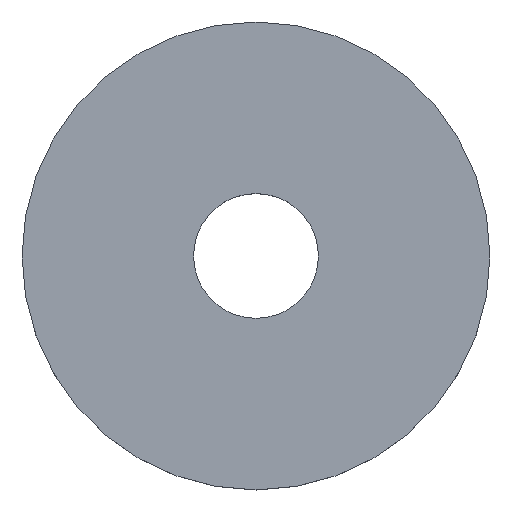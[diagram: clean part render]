
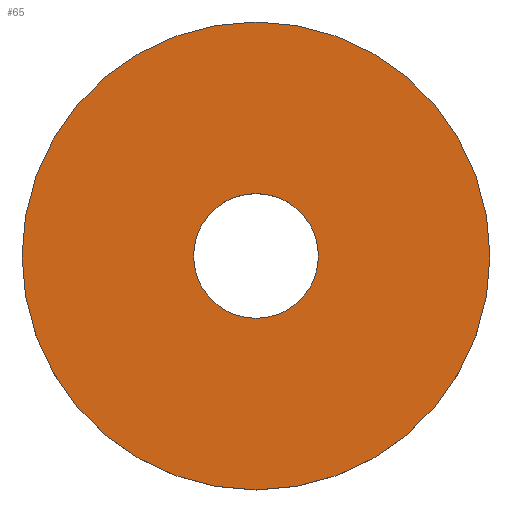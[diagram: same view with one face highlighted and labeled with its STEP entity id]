
A CAD part, top view. The second image highlights one B-rep face of the part: STEP entity #65.
In plain terms, the highlighted planar face has unit normal (0, 0, 1).
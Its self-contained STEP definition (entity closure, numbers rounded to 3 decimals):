
#3 = ORIENTED_EDGE ( 'NONE', *, *, #153, .F. ) ;
#5 = AXIS2_PLACEMENT_3D ( 'NONE', #73, #161, #131 ) ;
#13 = DIRECTION ( 'NONE',  ( 0., -1., 0. ) ) ;
#24 = EDGE_LOOP ( 'NONE', ( #147 ) ) ;
#36 = PLANE ( 'NONE',  #154 ) ;
#49 = CARTESIAN_POINT ( 'NONE',  ( 0., 4., 3. ) ) ;
#53 = CARTESIAN_POINT ( 'NONE',  ( 0., 0., 3. ) ) ;
#62 = FACE_BOUND ( 'NONE', #24, .T. ) ;
#65 = ADVANCED_FACE ( 'NONE', ( #62, #87 ), #36, .T. ) ;
#73 = CARTESIAN_POINT ( 'NONE',  ( 0., 0., 3. ) ) ;
#81 = VERTEX_POINT ( 'NONE', #125 ) ;
#82 = AXIS2_PLACEMENT_3D ( 'NONE', #53, #129, #105 ) ;
#87 = FACE_OUTER_BOUND ( 'NONE', #159, .T. ) ;
#95 = CARTESIAN_POINT ( 'NONE',  ( 0., 15., 3. ) ) ;
#101 = EDGE_CURVE ( 'NONE', #81, #81, #122, .T. ) ;
#102 = DIRECTION ( 'NONE',  ( 0., 0., 1. ) ) ;
#105 = DIRECTION ( 'NONE',  ( 0., 1., 0. ) ) ;
#122 = CIRCLE ( 'NONE', #5, 4. ) ;
#125 = CARTESIAN_POINT ( 'NONE',  ( 0., 4., 3. ) ) ;
#129 = DIRECTION ( 'NONE',  ( 0., 0., -1. ) ) ;
#131 = DIRECTION ( 'NONE',  ( 0., 1., 0. ) ) ;
#141 = VERTEX_POINT ( 'NONE', #95 ) ;
#147 = ORIENTED_EDGE ( 'NONE', *, *, #101, .T. ) ;
#153 = EDGE_CURVE ( 'NONE', #141, #141, #158, .T. ) ;
#154 = AXIS2_PLACEMENT_3D ( 'NONE', #49, #102, #13 ) ;
#158 = CIRCLE ( 'NONE', #82, 15. ) ;
#159 = EDGE_LOOP ( 'NONE', ( #3 ) ) ;
#161 = DIRECTION ( 'NONE',  ( 0., 0., -1. ) ) ;
